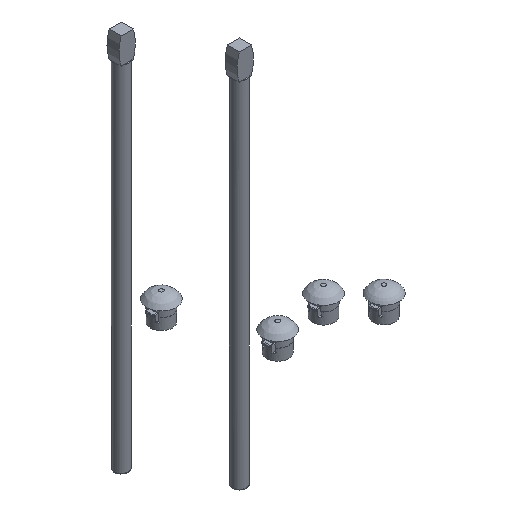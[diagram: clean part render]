
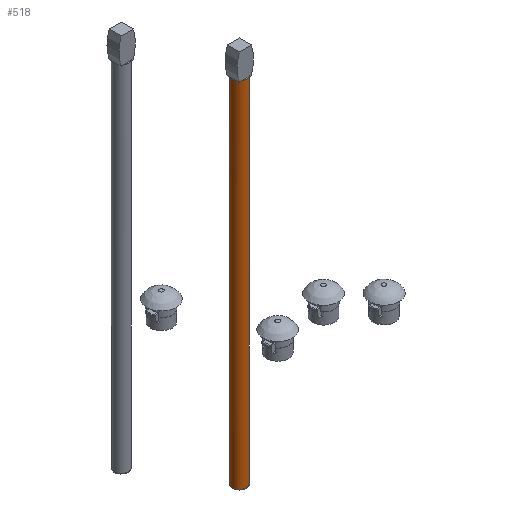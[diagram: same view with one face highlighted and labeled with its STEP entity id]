
A CAD part, isometric view. The second image highlights one B-rep face of the part: STEP entity #518.
In plain terms, the highlighted cylindrical face has radius 1.714 mm (diameter 3.429 mm), a full revolution.
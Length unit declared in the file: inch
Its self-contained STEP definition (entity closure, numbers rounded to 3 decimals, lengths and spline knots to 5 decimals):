
#249 = EDGE_CURVE ( 'NONE', #8541, #7745, #2166, .T. ) ;
#518 = ADVANCED_FACE ( 'NONE', ( #790, #12280 ), #5590, .T. ) ;
#532 = AXIS2_PLACEMENT_3D ( 'NONE', #7760, #8756, #1207 ) ;
#743 = CARTESIAN_POINT ( 'NONE',  ( -0.0575, 0.03536, 0. ) ) ;
#783 = AXIS2_PLACEMENT_3D ( 'NONE', #5459, #3761, #11381 ) ;
#790 = FACE_OUTER_BOUND ( 'NONE', #12124, .T. ) ;
#792 = CARTESIAN_POINT ( 'NONE',  ( -0.03536, -0.0575, 0. ) ) ;
#845 = DIRECTION ( 'NONE',  ( -1., 0., 0. ) ) ;
#846 = ORIENTED_EDGE ( 'NONE', *, *, #8787, .T. ) ;
#855 = EDGE_CURVE ( 'NONE', #7745, #11962, #6970, .T. ) ;
#940 = AXIS2_PLACEMENT_3D ( 'NONE', #3592, #5587, #5393 ) ;
#1057 = CARTESIAN_POINT ( 'NONE',  ( 0.03536, -0.0575, 0. ) ) ;
#1075 = DIRECTION ( 'NONE',  ( 0., 0., -1. ) ) ;
#1093 = CARTESIAN_POINT ( 'NONE',  ( 0., 0., 0. ) ) ;
#1207 = DIRECTION ( 'NONE',  ( -1., 0., 0. ) ) ;
#1605 = AXIS2_PLACEMENT_3D ( 'NONE', #2246, #10971, #9918 ) ;
#1655 = CIRCLE ( 'NONE', #7221, 0.0675 ) ;
#1707 = CIRCLE ( 'NONE', #940, 0.0675 ) ;
#1718 = DIRECTION ( 'NONE',  ( 0., 0., -1. ) ) ;
#2139 = CARTESIAN_POINT ( 'NONE',  ( -0.03536, 0.0575, 0. ) ) ;
#2166 = CIRCLE ( 'NONE', #783, 0.0675 ) ;
#2246 = CARTESIAN_POINT ( 'NONE',  ( 0., 0., 0. ) ) ;
#2308 = EDGE_LOOP ( 'NONE', ( #8336, #9897, #8102, #10513, #9615, #6573, #6855, #846 ) ) ;
#2362 = DIRECTION ( 'NONE',  ( -1., 0., 0. ) ) ;
#2442 = DIRECTION ( 'NONE',  ( 0., 0., -1. ) ) ;
#2454 = AXIS2_PLACEMENT_3D ( 'NONE', #10396, #1075, #3934 ) ;
#3232 = AXIS2_PLACEMENT_3D ( 'NONE', #1093, #3819, #8629 ) ;
#3560 = EDGE_CURVE ( 'NONE', #4765, #11681, #3859, .T. ) ;
#3592 = CARTESIAN_POINT ( 'NONE',  ( 0., 0., 0. ) ) ;
#3761 = DIRECTION ( 'NONE',  ( 0., 0., -1. ) ) ;
#3819 = DIRECTION ( 'NONE',  ( 0., 0., -1. ) ) ;
#3859 = CIRCLE ( 'NONE', #2454, 0.0675 ) ;
#3934 = DIRECTION ( 'NONE',  ( -1., 0., 0. ) ) ;
#4432 = EDGE_CURVE ( 'NONE', #8386, #8386, #5111, .T. ) ;
#4585 = AXIS2_PLACEMENT_3D ( 'NONE', #12209, #1718, #9379 ) ;
#4765 = VERTEX_POINT ( 'NONE', #6113 ) ;
#4938 = VERTEX_POINT ( 'NONE', #6396 ) ;
#5111 = CIRCLE ( 'NONE', #532, 0.0675 ) ;
#5393 = DIRECTION ( 'NONE',  ( -1., 0., 0. ) ) ;
#5459 = CARTESIAN_POINT ( 'NONE',  ( 0., 0., 0. ) ) ;
#5587 = DIRECTION ( 'NONE',  ( 0., 0., -1. ) ) ;
#5590 = CYLINDRICAL_SURFACE ( 'NONE', #4585, 0.0675 ) ;
#6113 = CARTESIAN_POINT ( 'NONE',  ( 0.0575, 0.03536, 0. ) ) ;
#6396 = CARTESIAN_POINT ( 'NONE',  ( 0.03536, 0.0575, 0. ) ) ;
#6573 = ORIENTED_EDGE ( 'NONE', *, *, #249, .T. ) ;
#6831 = CIRCLE ( 'NONE', #3232, 0.0675 ) ;
#6855 = ORIENTED_EDGE ( 'NONE', *, *, #855, .T. ) ;
#6970 = CIRCLE ( 'NONE', #1605, 0.0675 ) ;
#7001 = AXIS2_PLACEMENT_3D ( 'NONE', #10196, #11095, #2362 ) ;
#7202 = EDGE_CURVE ( 'NONE', #11681, #8239, #7682, .T. ) ;
#7221 = AXIS2_PLACEMENT_3D ( 'NONE', #10984, #2442, #10061 ) ;
#7609 = CARTESIAN_POINT ( 'NONE',  ( 0.0575, -0.03536, 0. ) ) ;
#7682 = CIRCLE ( 'NONE', #9068, 0.0675 ) ;
#7745 = VERTEX_POINT ( 'NONE', #10010 ) ;
#7760 = CARTESIAN_POINT ( 'NONE',  ( 0., 0., -3.36016 ) ) ;
#8102 = ORIENTED_EDGE ( 'NONE', *, *, #3560, .T. ) ;
#8239 = VERTEX_POINT ( 'NONE', #1057 ) ;
#8291 = CARTESIAN_POINT ( 'NONE',  ( 0., 0., 0. ) ) ;
#8336 = ORIENTED_EDGE ( 'NONE', *, *, #12187, .T. ) ;
#8386 = VERTEX_POINT ( 'NONE', #11181 ) ;
#8541 = VERTEX_POINT ( 'NONE', #792 ) ;
#8629 = DIRECTION ( 'NONE',  ( -1., 0., 0. ) ) ;
#8756 = DIRECTION ( 'NONE',  ( 0., 0., 1. ) ) ;
#8787 = EDGE_CURVE ( 'NONE', #11962, #11600, #1655, .T. ) ;
#9068 = AXIS2_PLACEMENT_3D ( 'NONE', #8291, #11325, #845 ) ;
#9314 = EDGE_CURVE ( 'NONE', #4938, #4765, #10378, .T. ) ;
#9379 = DIRECTION ( 'NONE',  ( -1., 0., 0. ) ) ;
#9586 = EDGE_CURVE ( 'NONE', #8239, #8541, #6831, .T. ) ;
#9615 = ORIENTED_EDGE ( 'NONE', *, *, #9586, .T. ) ;
#9897 = ORIENTED_EDGE ( 'NONE', *, *, #9314, .T. ) ;
#9918 = DIRECTION ( 'NONE',  ( -1., 0., 0. ) ) ;
#10010 = CARTESIAN_POINT ( 'NONE',  ( -0.0575, -0.03536, 0. ) ) ;
#10061 = DIRECTION ( 'NONE',  ( -1., 0., 0. ) ) ;
#10196 = CARTESIAN_POINT ( 'NONE',  ( 0., 0., 0. ) ) ;
#10378 = CIRCLE ( 'NONE', #7001, 0.0675 ) ;
#10396 = CARTESIAN_POINT ( 'NONE',  ( 0., 0., 0. ) ) ;
#10513 = ORIENTED_EDGE ( 'NONE', *, *, #7202, .T. ) ;
#10971 = DIRECTION ( 'NONE',  ( 0., 0., -1. ) ) ;
#10984 = CARTESIAN_POINT ( 'NONE',  ( 0., 0., 0. ) ) ;
#11095 = DIRECTION ( 'NONE',  ( 0., 0., -1. ) ) ;
#11181 = CARTESIAN_POINT ( 'NONE',  ( -0.0675, 0., -3.36016 ) ) ;
#11325 = DIRECTION ( 'NONE',  ( 0., 0., -1. ) ) ;
#11381 = DIRECTION ( 'NONE',  ( -1., 0., 0. ) ) ;
#11600 = VERTEX_POINT ( 'NONE', #2139 ) ;
#11681 = VERTEX_POINT ( 'NONE', #7609 ) ;
#11762 = ORIENTED_EDGE ( 'NONE', *, *, #4432, .T. ) ;
#11962 = VERTEX_POINT ( 'NONE', #743 ) ;
#12124 = EDGE_LOOP ( 'NONE', ( #11762 ) ) ;
#12187 = EDGE_CURVE ( 'NONE', #11600, #4938, #1707, .T. ) ;
#12209 = CARTESIAN_POINT ( 'NONE',  ( 0., 0., 0. ) ) ;
#12280 = FACE_OUTER_BOUND ( 'NONE', #2308, .T. ) ;
